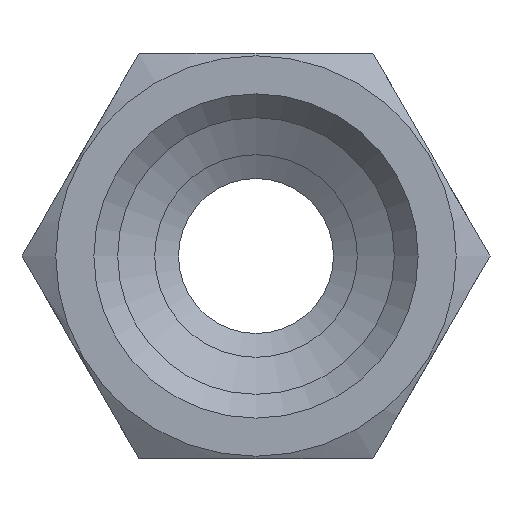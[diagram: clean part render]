
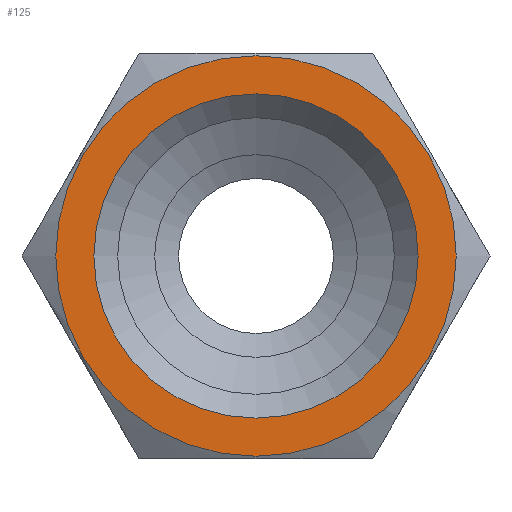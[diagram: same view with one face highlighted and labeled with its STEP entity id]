
A CAD part, front view. The second image highlights one B-rep face of the part: STEP entity #125.
In plain terms, the highlighted planar face has unit normal (0, -1, 0).
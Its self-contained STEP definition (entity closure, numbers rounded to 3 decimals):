
#125 = ADVANCED_FACE( 'NONE', ( #268, #269 ), #270, .T. );
#268 = FACE_OUTER_BOUND( '', #413, .T. );
#269 = FACE_BOUND( '', #414, .T. );
#270 = PLANE( '', #415 );
#413 = EDGE_LOOP( '', ( #700 ) );
#414 = EDGE_LOOP( '', ( #701 ) );
#415 = AXIS2_PLACEMENT_3D( '', #702, #703, #704 );
#700 = ORIENTED_EDGE( '', *, *, #869, .T. );
#701 = ORIENTED_EDGE( '', *, *, #819, .F. );
#702 = CARTESIAN_POINT( '', ( 8.4, 0., 0. ) );
#703 = DIRECTION( '', ( 0., -1., 0. ) );
#704 = DIRECTION( '', ( 0., 0., -1. ) );
#819 = EDGE_CURVE( 'NONE', #979, #979, #980, .T. );
#869 = EDGE_CURVE( 'NONE', #1051, #1051, #1052, .T. );
#979 = VERTEX_POINT( '', #1236 );
#980 = CIRCLE( '', #1237, 6.8 );
#1051 = VERTEX_POINT( '', #1428 );
#1052 = CIRCLE( '', #1429, 8.4 );
#1236 = CARTESIAN_POINT( '', ( 0., 0., -6.8 ) );
#1237 = AXIS2_PLACEMENT_3D( '', #1512, #1513, #1514 );
#1428 = CARTESIAN_POINT( '', ( 0., 0., -8.4 ) );
#1429 = AXIS2_PLACEMENT_3D( '', #1547, #1548, #1549 );
#1512 = CARTESIAN_POINT( '', ( 0., 0., 0. ) );
#1513 = DIRECTION( '', ( 0., -1., 0. ) );
#1514 = DIRECTION( '', ( 0., 0., -1. ) );
#1547 = CARTESIAN_POINT( '', ( 0., 0., 0. ) );
#1548 = DIRECTION( '', ( 0., -1., 0. ) );
#1549 = DIRECTION( '', ( 0., 0., -1. ) );
